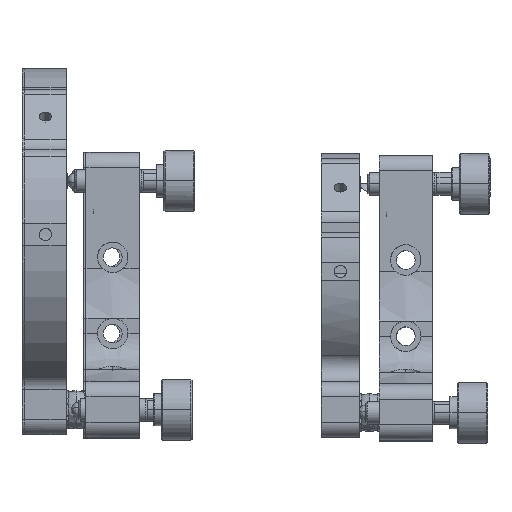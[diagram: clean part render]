
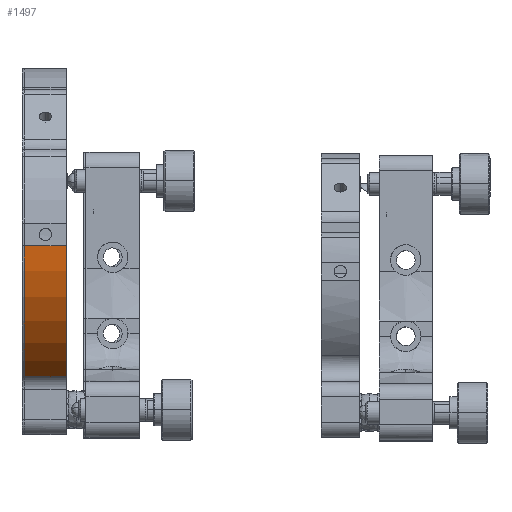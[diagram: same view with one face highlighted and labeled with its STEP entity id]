
A CAD part, left-side view. The second image highlights one B-rep face of the part: STEP entity #1497.
In plain terms, the highlighted free-form (B-spline) face has degree [2, 1] with [9, 2] control points.
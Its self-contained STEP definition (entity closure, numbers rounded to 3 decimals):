
#1497=ADVANCED_FACE('',(#4054),#93425,.T.);
#4054=FACE_OUTER_BOUND('',#6791,.T.);
#6791=EDGE_LOOP('',(#13364,#13365,#13366,#13367));
#13364=ORIENTED_EDGE('',*,*,#76347,.F.);
#13365=ORIENTED_EDGE('',*,*,#76049,.F.);
#13366=ORIENTED_EDGE('',*,*,#76350,.T.);
#13367=ORIENTED_EDGE('',*,*,#76160,.F.);
#27143=PCURVE('',#91880,#41316);
#27269=PCURVE('',#91881,#41442);
#27526=PCURVE('',#91909,#41699);
#27537=PCURVE('',#93425,#41710);
#27538=PCURVE('',#93425,#41711);
#27539=PCURVE('',#93425,#41712);
#27540=PCURVE('',#93425,#41713);
#27592=PCURVE('',#93434,#41765);
#41316=DEFINITIONAL_REPRESENTATION('',(#83346),#185447);
#41442=DEFINITIONAL_REPRESENTATION('',(#83479),#185447);
#41699=DEFINITIONAL_REPRESENTATION('',(#55659),#185447);
#41710=DEFINITIONAL_REPRESENTATION('',(#55666),#185447);
#41711=DEFINITIONAL_REPRESENTATION('',(#55667),#185447);
#41712=DEFINITIONAL_REPRESENTATION('',(#55668),#185447);
#41713=DEFINITIONAL_REPRESENTATION('',(#55669),#185447);
#41765=DEFINITIONAL_REPRESENTATION('',(#55723),#185447);
#55658=B_SPLINE_CURVE_WITH_KNOTS('',1,(#127844,#127845),.UNSPECIFIED.,.F.,
 .F.,(2,2),(-11.,0.),.UNSPECIFIED.);
#55659=B_SPLINE_CURVE_WITH_KNOTS('',1,(#127846,#127847),.UNSPECIFIED.,.F.,
 .F.,(2,2),(-11.,0.),.UNSPECIFIED.);
#55666=B_SPLINE_CURVE_WITH_KNOTS('',1,(#127882,#127883),.UNSPECIFIED.,.F.,
 .F.,(2,2),(-11.,0.),.UNSPECIFIED.);
#55667=B_SPLINE_CURVE_WITH_KNOTS('',1,(#127884,#127885),.UNSPECIFIED.,.F.,
 .F.,(2,2),(-41.806,0.),.UNSPECIFIED.);
#55668=B_SPLINE_CURVE_WITH_KNOTS('',1,(#127888,#127889),.UNSPECIFIED.,.F.,
 .F.,(2,2),(-11.,0.),.UNSPECIFIED.);
#55669=B_SPLINE_CURVE_WITH_KNOTS('',1,(#127890,#127891),.UNSPECIFIED.,.F.,
 .F.,(2,2),(0.,41.806),.UNSPECIFIED.);
#55723=B_SPLINE_CURVE_WITH_KNOTS('',1,(#128022,#128023),.UNSPECIFIED.,.F.,
 .F.,(2,2),(-11.,0.),.UNSPECIFIED.);
#68924=SURFACE_CURVE('',#83345,(#27143,#27538),.PCURVE_S1.);
#69035=SURFACE_CURVE('',#83478,(#27269,#27540),.PCURVE_S1.);
#69222=SURFACE_CURVE('',#55658,(#27526,#27537),.PCURVE_S1.);
#69225=SURFACE_CURVE('',#83692,(#27539,#27592),.PCURVE_S1.);
#76049=EDGE_CURVE('',#88269,#88248,#68924,.T.);
#76160=EDGE_CURVE('',#88375,#88376,#69035,.T.);
#76347=EDGE_CURVE('',#88248,#88375,#69222,.T.);
#76350=EDGE_CURVE('',#88269,#88376,#69225,.T.);
#83345=(
BOUNDED_CURVE()
B_SPLINE_CURVE(2,(#125857,#125858,#125859),.UNSPECIFIED.,.F.,.F.)
B_SPLINE_CURVE_WITH_KNOTS((3,3),(-41.806,0.),.UNSPECIFIED.)
CURVE()
GEOMETRIC_REPRESENTATION_ITEM()
RATIONAL_B_SPLINE_CURVE((1.,0.887,1.))
REPRESENTATION_ITEM('')
);
#83346=(
BOUNDED_CURVE()
B_SPLINE_CURVE(2,(#125860,#125861,#125862),.UNSPECIFIED.,.F.,.F.)
B_SPLINE_CURVE_WITH_KNOTS((3,3),(-41.806,0.),.UNSPECIFIED.)
CURVE()
GEOMETRIC_REPRESENTATION_ITEM()
RATIONAL_B_SPLINE_CURVE((1.,0.887,1.))
REPRESENTATION_ITEM('')
);
#83478=(
BOUNDED_CURVE()
B_SPLINE_CURVE(2,(#126617,#126618,#126619),.UNSPECIFIED.,.F.,.F.)
B_SPLINE_CURVE_WITH_KNOTS((3,3),(0.,41.806),.UNSPECIFIED.)
CURVE()
GEOMETRIC_REPRESENTATION_ITEM()
RATIONAL_B_SPLINE_CURVE((1.,0.887,1.))
REPRESENTATION_ITEM('')
);
#83479=(
BOUNDED_CURVE()
B_SPLINE_CURVE(2,(#126620,#126621,#126622),.UNSPECIFIED.,.F.,.F.)
B_SPLINE_CURVE_WITH_KNOTS((3,3),(0.,41.806),.UNSPECIFIED.)
CURVE()
GEOMETRIC_REPRESENTATION_ITEM()
RATIONAL_B_SPLINE_CURVE((1.,0.887,1.))
REPRESENTATION_ITEM('')
);
#83692=(
BOUNDED_CURVE()
B_SPLINE_CURVE(1,(#127886,#127887),.UNSPECIFIED.,.F.,.F.)
B_SPLINE_CURVE_WITH_KNOTS((2,2),(-11.,0.),.UNSPECIFIED.)
CURVE()
GEOMETRIC_REPRESENTATION_ITEM()
RATIONAL_B_SPLINE_CURVE((1.,1.))
REPRESENTATION_ITEM('')
);
#88248=VERTEX_POINT('',#125104);
#88269=VERTEX_POINT('',#125125);
#88375=VERTEX_POINT('',#125231);
#88376=VERTEX_POINT('',#125232);
#91880=B_SPLINE_SURFACE_WITH_KNOTS('',1,1,((#123269,#123270),(#123271,#123272)),
 .UNSPECIFIED.,.F.,.F.,.F.,(2,2),(2,2),(-117.838,-2.518),
(0.229,115.549),.UNSPECIFIED.);
#91881=B_SPLINE_SURFACE_WITH_KNOTS('',1,1,((#123327,#123328),(#123329,#123330)),
 .UNSPECIFIED.,.F.,.F.,.F.,(2,2),(2,2),(0.,115.32),(0.,
115.32),.UNSPECIFIED.);
#91909=B_SPLINE_SURFACE_WITH_KNOTS('',1,1,((#123637,#123638),(#123639,#123640)),
 .UNSPECIFIED.,.F.,.F.,.F.,(2,2),(2,2),(-7.315,0.),
(-13.44,0.),.UNSPECIFIED.);
#93425=(
BOUNDED_SURFACE()
B_SPLINE_SURFACE(2,1,((#123645,#123646),(#123647,#123648),(#123649,#123650),
(#123651,#123652),(#123653,#123654),(#123655,#123656),(#123657,#123658),
(#123659,#123660),(#123661,#123662)),.UNSPECIFIED.,.T.,.F.,.F.)
B_SPLINE_SURFACE_WITH_KNOTS((3,2,2,2,3),(2,2),(0.,68.33,136.659,
204.989,273.319),(0.,13.44),.UNSPECIFIED.)
GEOMETRIC_REPRESENTATION_ITEM()
RATIONAL_B_SPLINE_SURFACE(((1.,1.),(0.707,0.707),
(1.,1.),(0.707,0.707),(1.,1.),(0.707,
0.707),(1.,1.),(0.707,0.707),(1.,1.)))
REPRESENTATION_ITEM('')
SURFACE()
);
#93434=(
BOUNDED_SURFACE()
B_SPLINE_SURFACE(1,2,((#123823,#123824,#123825,#123826,#123827,#123828,
#123829,#123830,#123831),(#123832,#123833,#123834,#123835,#123836,#123837,
#123838,#123839,#123840)),.UNSPECIFIED.,.F.,.F.,.F.)
B_SPLINE_SURFACE_WITH_KNOTS((2,2),(3,2,2,2,3),(0.,13.44),(0.,1.571,
3.142,4.712,6.283),.UNSPECIFIED.)
GEOMETRIC_REPRESENTATION_ITEM()
RATIONAL_B_SPLINE_SURFACE(((1.,0.707,1.,0.707,1.,
0.707,1.,0.707,1.),(1.,0.707,1.,0.707,
1.,0.707,1.,0.707,1.)))
REPRESENTATION_ITEM('')
SURFACE()
);
#123269=CARTESIAN_POINT('',(-20.114,20.112,-22.747));
#123270=CARTESIAN_POINT('',(-20.114,20.112,92.573));
#123271=CARTESIAN_POINT('',(-135.434,20.112,-22.747));
#123272=CARTESIAN_POINT('',(-135.434,20.112,92.573));
#123327=CARTESIAN_POINT('',(-135.434,9.112,-22.747));
#123328=CARTESIAN_POINT('',(-135.434,9.112,92.573));
#123329=CARTESIAN_POINT('',(-20.114,9.112,-22.747));
#123330=CARTESIAN_POINT('',(-20.114,9.112,92.573));
#123637=CARTESIAN_POINT('',(-125.724,21.332,43.12));
#123638=CARTESIAN_POINT('',(-125.724,7.892,43.12));
#123639=CARTESIAN_POINT('',(-125.724,21.332,35.805));
#123640=CARTESIAN_POINT('',(-125.724,7.892,35.805));
#123645=CARTESIAN_POINT('',(-125.824,7.892,39.463));
#123646=CARTESIAN_POINT('',(-125.824,21.332,39.463));
#123647=CARTESIAN_POINT('',(-125.824,7.892,82.963));
#123648=CARTESIAN_POINT('',(-125.824,21.332,82.963));
#123649=CARTESIAN_POINT('',(-82.324,7.892,82.963));
#123650=CARTESIAN_POINT('',(-82.324,21.332,82.963));
#123651=CARTESIAN_POINT('',(-38.824,7.892,82.963));
#123652=CARTESIAN_POINT('',(-38.824,21.332,82.963));
#123653=CARTESIAN_POINT('',(-38.824,7.892,39.463));
#123654=CARTESIAN_POINT('',(-38.824,21.332,39.463));
#123655=CARTESIAN_POINT('',(-38.824,7.892,-4.037));
#123656=CARTESIAN_POINT('',(-38.824,21.332,-4.037));
#123657=CARTESIAN_POINT('',(-82.324,7.892,-4.037));
#123658=CARTESIAN_POINT('',(-82.324,21.332,-4.037));
#123659=CARTESIAN_POINT('',(-125.824,7.892,-4.037));
#123660=CARTESIAN_POINT('',(-125.824,21.332,-4.037));
#123661=CARTESIAN_POINT('',(-125.824,7.892,39.463));
#123662=CARTESIAN_POINT('',(-125.824,21.332,39.463));
#123823=CARTESIAN_POINT('',(-110.824,21.332,-1.231));
#123824=CARTESIAN_POINT('',(-110.824,21.332,-5.231));
#123825=CARTESIAN_POINT('',(-106.824,21.332,-5.231));
#123826=CARTESIAN_POINT('',(-102.824,21.332,-5.231));
#123827=CARTESIAN_POINT('',(-102.824,21.332,-1.231));
#123828=CARTESIAN_POINT('',(-102.824,21.332,2.769));
#123829=CARTESIAN_POINT('',(-106.824,21.332,2.769));
#123830=CARTESIAN_POINT('',(-110.824,21.332,2.769));
#123831=CARTESIAN_POINT('',(-110.824,21.332,-1.231));
#123832=CARTESIAN_POINT('',(-110.824,7.892,-1.231));
#123833=CARTESIAN_POINT('',(-110.824,7.892,-5.231));
#123834=CARTESIAN_POINT('',(-106.824,7.892,-5.231));
#123835=CARTESIAN_POINT('',(-102.824,7.892,-5.231));
#123836=CARTESIAN_POINT('',(-102.824,7.892,-1.231));
#123837=CARTESIAN_POINT('',(-102.824,7.892,2.769));
#123838=CARTESIAN_POINT('',(-106.824,7.892,2.769));
#123839=CARTESIAN_POINT('',(-110.824,7.892,2.769));
#123840=CARTESIAN_POINT('',(-110.824,7.892,-1.231));
#125104=CARTESIAN_POINT('',(-125.724,20.112,36.515));
#125125=CARTESIAN_POINT('',(-104.761,20.112,2.196));
#125231=CARTESIAN_POINT('',(-125.724,9.112,36.515));
#125232=CARTESIAN_POINT('',(-104.761,9.112,2.196));
#125857=CARTESIAN_POINT('',(-104.761,20.112,2.196));
#125858=CARTESIAN_POINT('',(-124.188,20.112,13.892));
#125859=CARTESIAN_POINT('',(-125.724,20.112,36.515));
#125860=CARTESIAN_POINT('',(-33.191,25.172));
#125861=CARTESIAN_POINT('',(-13.764,36.868));
#125862=CARTESIAN_POINT('',(-12.228,59.491));
#126617=CARTESIAN_POINT('',(-125.724,9.112,36.515));
#126618=CARTESIAN_POINT('',(-124.188,9.112,13.892));
#126619=CARTESIAN_POINT('',(-104.761,9.112,2.196));
#126620=CARTESIAN_POINT('',(9.71,59.262));
#126621=CARTESIAN_POINT('',(11.247,36.639));
#126622=CARTESIAN_POINT('',(30.673,24.943));
#127844=CARTESIAN_POINT('',(-125.724,20.112,36.515));
#127845=CARTESIAN_POINT('',(-125.724,9.112,36.515));
#127846=CARTESIAN_POINT('',(-0.71,-12.22));
#127847=CARTESIAN_POINT('',(-0.71,-1.22));
#127882=CARTESIAN_POINT('',(270.086,12.22));
#127883=CARTESIAN_POINT('',(270.086,1.22));
#127884=CARTESIAN_POINT('',(229.063,12.22));
#127885=CARTESIAN_POINT('',(270.086,12.22));
#127886=CARTESIAN_POINT('',(-104.761,20.112,2.196));
#127887=CARTESIAN_POINT('',(-104.761,9.112,2.196));
#127888=CARTESIAN_POINT('',(229.063,12.22));
#127889=CARTESIAN_POINT('',(229.063,1.22));
#127890=CARTESIAN_POINT('',(270.086,1.22));
#127891=CARTESIAN_POINT('',(229.063,1.22));
#128022=CARTESIAN_POINT('',(1.22,4.159));
#128023=CARTESIAN_POINT('',(12.22,4.159));
#185447=(
GEOMETRIC_REPRESENTATION_CONTEXT(2)
PARAMETRIC_REPRESENTATION_CONTEXT()
REPRESENTATION_CONTEXT('pspace','')
);
